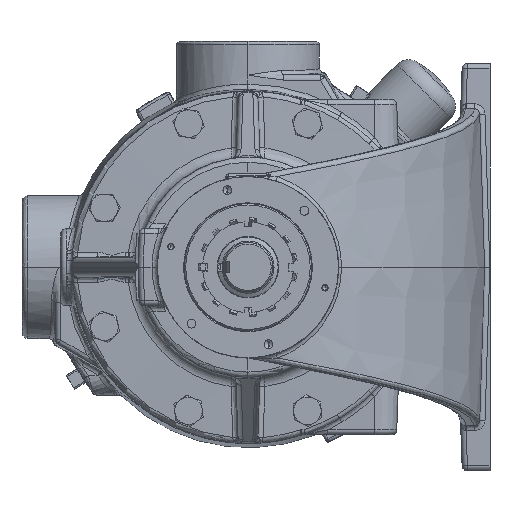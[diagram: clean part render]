
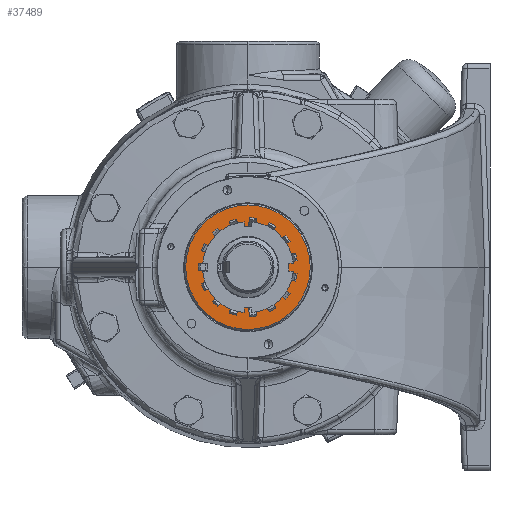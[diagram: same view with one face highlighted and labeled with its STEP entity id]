
A CAD part, left-side view. The second image highlights one B-rep face of the part: STEP entity #37489.
In plain terms, the highlighted planar face has unit normal (-1, 0, 0).
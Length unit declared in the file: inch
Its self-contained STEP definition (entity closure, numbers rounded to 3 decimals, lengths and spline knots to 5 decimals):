
#7265 = DIRECTION ( 'NONE',  ( 0., 0., 1. ) ) ;
#9110 = CARTESIAN_POINT ( 'NONE',  ( -10.78222, 0., -0.855 ) ) ;
#9373 = AXIS2_PLACEMENT_3D ( 'NONE', #175908, #87346, #190749 ) ;
#10807 = VERTEX_POINT ( 'NONE', #9110 ) ;
#19603 = DIRECTION ( 'NONE',  ( -1., 0., 0. ) ) ;
#22674 = CIRCLE ( 'NONE', #107485, 0.855 ) ;
#28443 = FACE_OUTER_BOUND ( 'NONE', #119948, .T. ) ;
#35353 = VERTEX_POINT ( 'NONE', #61108 ) ;
#37489 = ADVANCED_FACE ( 'NONE', ( #142091, #28443 ), #94833, .F. ) ;
#38611 = AXIS2_PLACEMENT_3D ( 'NONE', #108522, #19603, #123455 ) ;
#51256 = CARTESIAN_POINT ( 'NONE',  ( -10.78222, 0., 0. ) ) ;
#60584 = EDGE_CURVE ( 'NONE', #96434, #10807, #189807, .T. ) ;
#61108 = CARTESIAN_POINT ( 'NONE',  ( -10.78222, 0., 1.415 ) ) ;
#65582 = CARTESIAN_POINT ( 'NONE',  ( -10.78222, 0.855, 0. ) ) ;
#66065 = DIRECTION ( 'NONE',  ( 0., 0., 1. ) ) ;
#80532 = DIRECTION ( 'NONE',  ( 0., 0., -1. ) ) ;
#86505 = CIRCLE ( 'NONE', #9373, 1.415 ) ;
#87346 = DIRECTION ( 'NONE',  ( -1., 0., 0. ) ) ;
#94833 = PLANE ( 'NONE',  #155290 ) ;
#96186 = DIRECTION ( 'NONE',  ( -1., 0., 0. ) ) ;
#96434 = VERTEX_POINT ( 'NONE', #188036 ) ;
#97608 = EDGE_CURVE ( 'NONE', #10807, #96434, #22674, .T. ) ;
#107376 = ORIENTED_EDGE ( 'NONE', *, *, #189302, .T. ) ;
#107485 = AXIS2_PLACEMENT_3D ( 'NONE', #184708, #96186, #7265 ) ;
#107878 = VERTEX_POINT ( 'NONE', #158713 ) ;
#108522 = CARTESIAN_POINT ( 'NONE',  ( -10.78222, 0., 0. ) ) ;
#117909 = EDGE_LOOP ( 'NONE', ( #188704, #128631 ) ) ;
#119948 = EDGE_LOOP ( 'NONE', ( #158070, #107376 ) ) ;
#123455 = DIRECTION ( 'NONE',  ( 0., 0., 1. ) ) ;
#128631 = ORIENTED_EDGE ( 'NONE', *, *, #97608, .F. ) ;
#135748 = AXIS2_PLACEMENT_3D ( 'NONE', #51256, #154732, #66065 ) ;
#142091 = FACE_BOUND ( 'NONE', #117909, .T. ) ;
#154732 = DIRECTION ( 'NONE',  ( -1., 0., 0. ) ) ;
#155290 = AXIS2_PLACEMENT_3D ( 'NONE', #65582, #169121, #80532 ) ;
#158070 = ORIENTED_EDGE ( 'NONE', *, *, #174178, .T. ) ;
#158713 = CARTESIAN_POINT ( 'NONE',  ( -10.78222, 0., -1.415 ) ) ;
#169121 = DIRECTION ( 'NONE',  ( 1., 0., 0. ) ) ;
#174178 = EDGE_CURVE ( 'NONE', #107878, #35353, #190143, .T. ) ;
#175908 = CARTESIAN_POINT ( 'NONE',  ( -10.78222, 0., 0. ) ) ;
#184708 = CARTESIAN_POINT ( 'NONE',  ( -10.78222, 0., 0. ) ) ;
#188036 = CARTESIAN_POINT ( 'NONE',  ( -10.78222, 0., 0.855 ) ) ;
#188704 = ORIENTED_EDGE ( 'NONE', *, *, #60584, .F. ) ;
#189302 = EDGE_CURVE ( 'NONE', #35353, #107878, #86505, .T. ) ;
#189807 = CIRCLE ( 'NONE', #135748, 0.855 ) ;
#190143 = CIRCLE ( 'NONE', #38611, 1.415 ) ;
#190749 = DIRECTION ( 'NONE',  ( 0., 0., 1. ) ) ;
